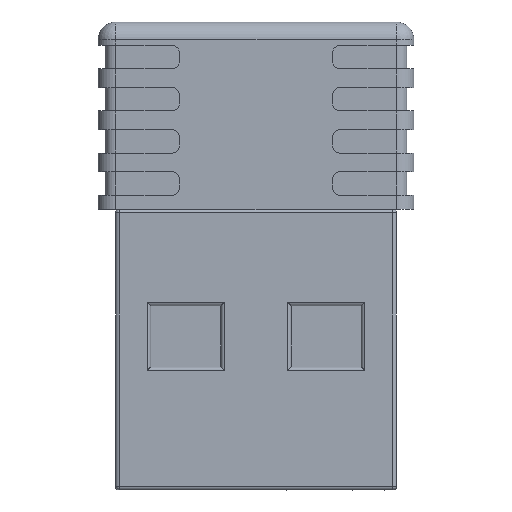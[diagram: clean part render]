
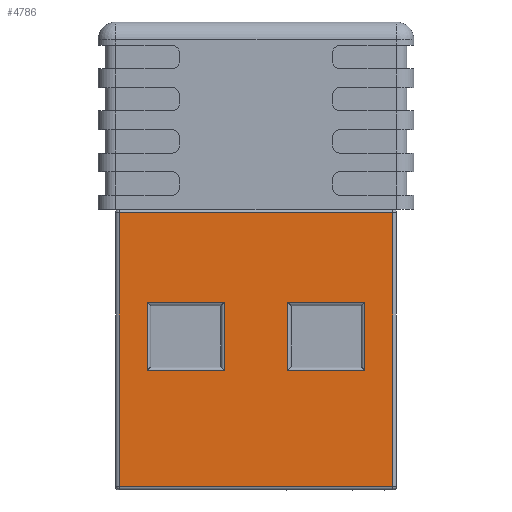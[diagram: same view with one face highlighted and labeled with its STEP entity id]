
A CAD part, front view. The second image highlights one B-rep face of the part: STEP entity #4786.
In plain terms, the highlighted planar face has unit normal (0, -1, 0).
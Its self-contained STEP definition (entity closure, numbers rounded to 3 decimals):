
#310=DIRECTION('',(0.,0.,1.));
#311=VECTOR('',#310,11.7);
#312=CARTESIAN_POINT('',(-5.85,-2.25,
-11.85));
#313=LINE('',#312,#311);
#314=DIRECTION('',(1.,0.,0.));
#315=VECTOR('',#314,11.7);
#316=CARTESIAN_POINT('',(-5.85,-2.25,
-0.15));
#317=LINE('',#316,#315);
#327=DIRECTION('',(1.,0.,0.));
#328=VECTOR('',#327,11.7);
#329=CARTESIAN_POINT('',(-5.85,-2.25,
-11.85));
#330=LINE('',#329,#328);
#380=DIRECTION('',(0.,0.,1.));
#381=VECTOR('',#380,11.7);
#382=CARTESIAN_POINT('',(5.85,-2.25,-11.85));
#383=LINE('',#382,#381);
#1301=CARTESIAN_POINT('',(-4.65,-2.25,
-6.9));
#1303=DIRECTION('',(0.,0.,1.));
#1304=VECTOR('',#1303,2.925);
#1305=CARTESIAN_POINT('',(-4.65,-2.25,
-6.9));
#1306=LINE('',#1305,#1304);
#1319=CARTESIAN_POINT('',(-1.35,-2.25,
-6.9));
#1321=DIRECTION('',(-1.,0.,0.));
#1322=VECTOR('',#1321,3.3);
#1323=CARTESIAN_POINT('',(-1.35,-2.25,
-6.9));
#1324=LINE('',#1323,#1322);
#1337=CARTESIAN_POINT('',(-1.35,-2.25,
-3.975));
#1339=DIRECTION('',(0.,0.,-1.));
#1340=VECTOR('',#1339,2.925);
#1341=CARTESIAN_POINT('',(-1.35,-2.25,
-3.975));
#1342=LINE('',#1341,#1340);
#1357=DIRECTION('',(1.,0.,0.));
#1358=VECTOR('',#1357,3.3);
#1359=CARTESIAN_POINT('',(-4.65,-2.25,
-3.975));
#1360=LINE('',#1359,#1358);
#1467=DIRECTION('',(1.,0.,0.));
#1468=VECTOR('',#1467,3.3);
#1469=CARTESIAN_POINT('',(1.35,-2.25,
-3.975));
#1470=LINE('',#1469,#1468);
#1483=CARTESIAN_POINT('',(1.35,-2.25,
-6.9));
#1485=DIRECTION('',(0.,0.,1.));
#1486=VECTOR('',#1485,2.925);
#1487=CARTESIAN_POINT('',(1.35,-2.25,
-6.9));
#1488=LINE('',#1487,#1486);
#1505=CARTESIAN_POINT('',(4.65,-2.25,
-6.9));
#1507=DIRECTION('',(-1.,0.,0.));
#1508=VECTOR('',#1507,3.3);
#1509=CARTESIAN_POINT('',(4.65,-2.25,
-6.9));
#1510=LINE('',#1509,#1508);
#1523=CARTESIAN_POINT('',(4.65,-2.25,
-3.975));
#1525=DIRECTION('',(0.,0.,-1.));
#1526=VECTOR('',#1525,2.925);
#1527=CARTESIAN_POINT('',(4.65,-2.25,
-3.975));
#1528=LINE('',#1527,#1526);
#3517=CARTESIAN_POINT('',(-5.85,-2.25,
-11.85));
#3518=VERTEX_POINT('',#3517);
#3519=CARTESIAN_POINT('',(-5.85,-2.25,
-0.15));
#3521=VERTEX_POINT('',#3519);
#3523=CARTESIAN_POINT('',(5.85,-2.25,
-0.15));
#3524=VERTEX_POINT('',#3523);
#3527=CARTESIAN_POINT('',(5.85,-2.25,
-11.85));
#3528=VERTEX_POINT('',#3527);
#3538=VERTEX_POINT('',#1301);
#3539=CARTESIAN_POINT('',(-4.65,-2.25,
-3.975));
#3540=VERTEX_POINT('',#3539);
#3542=VERTEX_POINT('',#1319);
#3544=VERTEX_POINT('',#1337);
#3583=VERTEX_POINT('',#1483);
#3584=CARTESIAN_POINT('',(1.35,-2.25,
-3.975));
#3585=VERTEX_POINT('',#3584);
#3589=VERTEX_POINT('',#1505);
#3591=VERTEX_POINT('',#1523);
#4753=CARTESIAN_POINT('',(0.,-2.25,
-6.));
#4754=DIRECTION('',(0.,1.,0.));
#4755=DIRECTION('',(-1.,0.,0.));
#4756=AXIS2_PLACEMENT_3D('',#4753,#4754,#4755);
#4757=PLANE('',#4756);
#4759=ORIENTED_EDGE('',*,*,#4758,.F.);
#4760=ORIENTED_EDGE('',*,*,#4738,.T.);
#4761=ORIENTED_EDGE('',*,*,#4507,.T.);
#4763=ORIENTED_EDGE('',*,*,#4762,.F.);
#4764=EDGE_LOOP('',(#4759,#4760,#4761,#4763));
#4765=FACE_OUTER_BOUND('',#4764,.F.);
#4767=ORIENTED_EDGE('',*,*,#4766,.F.);
#4769=ORIENTED_EDGE('',*,*,#4768,.F.);
#4771=ORIENTED_EDGE('',*,*,#4770,.F.);
#4773=ORIENTED_EDGE('',*,*,#4772,.F.);
#4774=EDGE_LOOP('',(#4767,#4769,#4771,#4773));
#4775=FACE_BOUND('',#4774,.F.);
#4777=ORIENTED_EDGE('',*,*,#4776,.F.);
#4779=ORIENTED_EDGE('',*,*,#4778,.F.);
#4781=ORIENTED_EDGE('',*,*,#4780,.F.);
#4783=ORIENTED_EDGE('',*,*,#4782,.F.);
#4784=EDGE_LOOP('',(#4777,#4779,#4781,#4783));
#4785=FACE_BOUND('',#4784,.F.);
#4786=ADVANCED_FACE('',(#4765,#4775,#4785),#4757,.F.);
#4507=EDGE_CURVE('',#3521,#3524,#317,.T.);
#4738=EDGE_CURVE('',#3518,#3521,#313,.T.);
#4758=EDGE_CURVE('',#3518,#3528,#330,.T.);
#4762=EDGE_CURVE('',#3528,#3524,#383,.T.);
#4766=EDGE_CURVE('',#3538,#3540,#1306,.T.);
#4768=EDGE_CURVE('',#3542,#3538,#1324,.T.);
#4770=EDGE_CURVE('',#3544,#3542,#1342,.T.);
#4772=EDGE_CURVE('',#3540,#3544,#1360,.T.);
#4776=EDGE_CURVE('',#3583,#3585,#1488,.T.);
#4778=EDGE_CURVE('',#3589,#3583,#1510,.T.);
#4780=EDGE_CURVE('',#3591,#3589,#1528,.T.);
#4782=EDGE_CURVE('',#3585,#3591,#1470,.T.);
